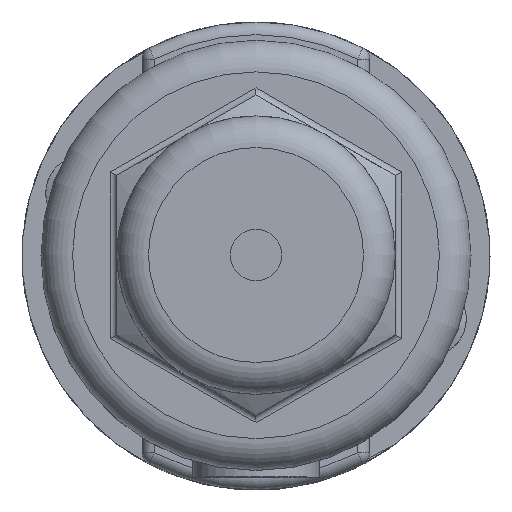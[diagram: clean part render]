
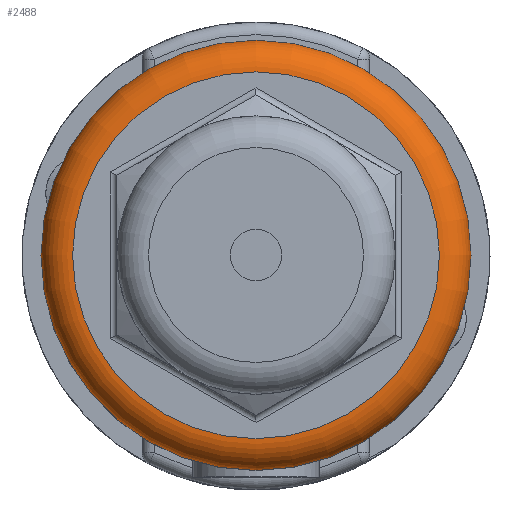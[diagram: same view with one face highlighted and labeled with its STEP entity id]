
A CAD part, top view. The second image highlights one B-rep face of the part: STEP entity #2488.
In plain terms, the highlighted toroidal (fillet/blend) face has major radius 14.499 mm and minor radius 2.5 mm.
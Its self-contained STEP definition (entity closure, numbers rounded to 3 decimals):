
#27=TOROIDAL_SURFACE('',#2781,14.499,2.5);
#212=CIRCLE('',#2780,16.999);
#213=CIRCLE('',#2782,14.499);
#873=ORIENTED_EDGE('',*,*,#1239,.T.);
#874=ORIENTED_EDGE('',*,*,#1238,.F.);
#1238=EDGE_CURVE('',#1472,#1472,#212,.T.);
#1239=EDGE_CURVE('',#1473,#1473,#213,.T.);
#1472=VERTEX_POINT('',#4311);
#1473=VERTEX_POINT('',#4314);
#2068=EDGE_LOOP('',(#873));
#2069=EDGE_LOOP('',(#874));
#2238=FACE_BOUND('',#2068,.T.);
#2239=FACE_BOUND('',#2069,.T.);
#2488=ADVANCED_FACE('',(#2238,#2239),#27,.T.);
#2780=AXIS2_PLACEMENT_3D('',#4310,#3501,#3502);
#2781=AXIS2_PLACEMENT_3D('',#4312,#3503,#3504);
#2782=AXIS2_PLACEMENT_3D('',#4313,#3505,#3506);
#3501=DIRECTION('',(0.,0.,-1.));
#3502=DIRECTION('',(-1.,0.,0.));
#3503=DIRECTION('',(0.,0.,-1.));
#3504=DIRECTION('',(-1.,0.,0.));
#3505=DIRECTION('',(0.,0.,-1.));
#3506=DIRECTION('',(-1.,0.,0.));
#4310=CARTESIAN_POINT('',(0.,0.,-2.5));
#4311=CARTESIAN_POINT('',(-16.999,0.,-2.5));
#4312=CARTESIAN_POINT('',(0.,0.,-2.5));
#4313=CARTESIAN_POINT('',(0.,0.,0.));
#4314=CARTESIAN_POINT('',(-14.499,0.,0.));
